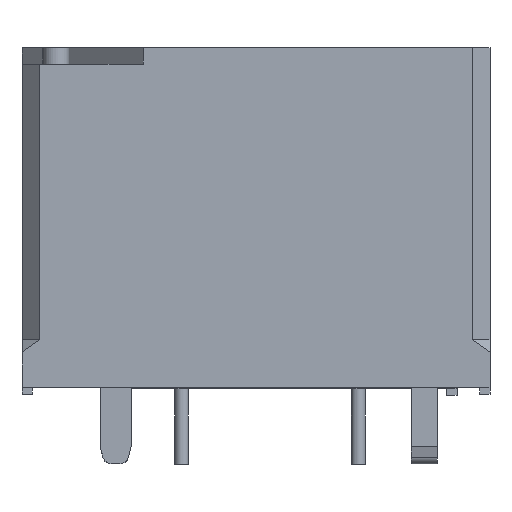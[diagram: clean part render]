
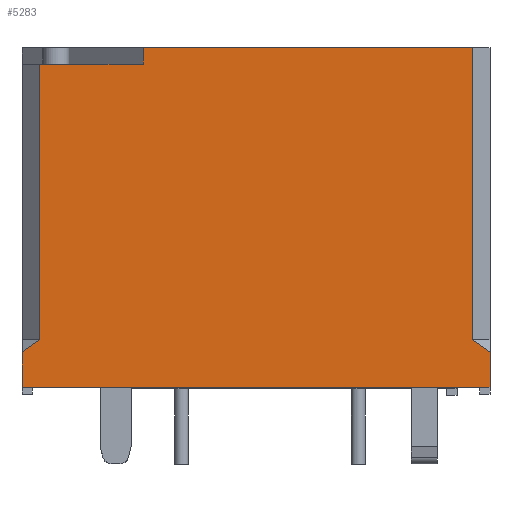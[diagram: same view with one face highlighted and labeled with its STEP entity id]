
A CAD part, top view. The second image highlights one B-rep face of the part: STEP entity #5283.
In plain terms, the highlighted face is planar.
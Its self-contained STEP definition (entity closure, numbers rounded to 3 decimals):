
#427=FACE_OUTER_BOUND('',#718,.T.);
#718=EDGE_LOOP('',(#4382,#4383,#4384,#4385,#4386,#4387,#4388,#4389,#4390,
#4391,#4392,#4393));
#850=LINE('',#7027,#1489);
#1204=LINE('',#8501,#1843);
#1279=LINE('',#8661,#1918);
#1281=LINE('',#8666,#1920);
#1283=LINE('',#8670,#1922);
#1284=LINE('',#8672,#1923);
#1285=LINE('',#8674,#1924);
#1286=LINE('',#8675,#1925);
#1287=LINE('',#8677,#1926);
#1288=LINE('',#8679,#1927);
#1289=LINE('',#8681,#1928);
#1290=LINE('',#8682,#1929);
#1489=VECTOR('',#5836,10.);
#1843=VECTOR('',#6422,10.);
#1918=VECTOR('',#6561,10.);
#1920=VECTOR('',#6565,10.);
#1922=VECTOR('',#6569,10.);
#1923=VECTOR('',#6570,10.);
#1924=VECTOR('',#6571,10.);
#1925=VECTOR('',#6572,10.);
#1926=VECTOR('',#6573,10.);
#1927=VECTOR('',#6574,10.);
#1928=VECTOR('',#6575,10.);
#1929=VECTOR('',#6576,10.);
#2117=VERTEX_POINT('',#7024);
#2118=VERTEX_POINT('',#7026);
#2406=VERTEX_POINT('',#8498);
#2407=VERTEX_POINT('',#8500);
#2460=VERTEX_POINT('',#8659);
#2461=VERTEX_POINT('',#8663);
#2463=VERTEX_POINT('',#8669);
#2464=VERTEX_POINT('',#8671);
#2465=VERTEX_POINT('',#8673);
#2466=VERTEX_POINT('',#8676);
#2467=VERTEX_POINT('',#8678);
#2468=VERTEX_POINT('',#8680);
#2618=EDGE_CURVE('',#2117,#2118,#850,.T.);
#3050=EDGE_CURVE('',#2406,#2407,#1204,.T.);
#3129=EDGE_CURVE('',#2406,#2460,#1279,.T.);
#3131=EDGE_CURVE('',#2460,#2461,#1281,.T.);
#3133=EDGE_CURVE('',#2463,#2461,#1283,.T.);
#3134=EDGE_CURVE('',#2464,#2463,#1284,.T.);
#3135=EDGE_CURVE('',#2465,#2464,#1285,.T.);
#3136=EDGE_CURVE('',#2465,#2118,#1286,.T.);
#3137=EDGE_CURVE('',#2466,#2117,#1287,.T.);
#3138=EDGE_CURVE('',#2467,#2466,#1288,.T.);
#3139=EDGE_CURVE('',#2468,#2467,#1289,.T.);
#3140=EDGE_CURVE('',#2407,#2468,#1290,.T.);
#4382=ORIENTED_EDGE('',*,*,#3129,.T.);
#4383=ORIENTED_EDGE('',*,*,#3131,.T.);
#4384=ORIENTED_EDGE('',*,*,#3133,.F.);
#4385=ORIENTED_EDGE('',*,*,#3134,.F.);
#4386=ORIENTED_EDGE('',*,*,#3135,.F.);
#4387=ORIENTED_EDGE('',*,*,#3136,.T.);
#4388=ORIENTED_EDGE('',*,*,#2618,.F.);
#4389=ORIENTED_EDGE('',*,*,#3137,.F.);
#4390=ORIENTED_EDGE('',*,*,#3138,.F.);
#4391=ORIENTED_EDGE('',*,*,#3139,.F.);
#4392=ORIENTED_EDGE('',*,*,#3140,.F.);
#4393=ORIENTED_EDGE('',*,*,#3050,.F.);
#4933=PLANE('',#5657);
#5283=ADVANCED_FACE('',(#427),#4933,.T.);
#5657=AXIS2_PLACEMENT_3D('',#8668,#6567,#6568);
#5836=DIRECTION('',(0.,0.,1.));
#6422=DIRECTION('',(0.,0.,-1.));
#6561=DIRECTION('',(0.,-1.,0.));
#6565=DIRECTION('',(0.,0.,1.));
#6567=DIRECTION('center_axis',(1.,0.,0.));
#6568=DIRECTION('ref_axis',(0.,0.,-1.));
#6569=DIRECTION('',(0.,1.,0.));
#6570=DIRECTION('',(0.,0.577,-0.816));
#6571=DIRECTION('',(0.,0.,-1.));
#6572=DIRECTION('',(0.,-1.,0.));
#6573=DIRECTION('',(0.,-1.,0.));
#6574=DIRECTION('',(0.,0.,-1.));
#6575=DIRECTION('',(0.,-0.577,-0.816));
#6576=DIRECTION('',(0.,-1.,0.));
#7024=CARTESIAN_POINT('',(0.,-2.05,0.));
#7026=CARTESIAN_POINT('',(0.,-2.05,27.));
#7027=CARTESIAN_POINT('',(0.,-2.05,27.));
#8498=CARTESIAN_POINT('',(0.,17.55,20.));
#8500=CARTESIAN_POINT('',(0.,17.55,1.));
#8501=CARTESIAN_POINT('',(0.,17.55,27.));
#8659=CARTESIAN_POINT('',(0.,16.6,20.));
#8661=CARTESIAN_POINT('',(0.,8.775,20.));
#8663=CARTESIAN_POINT('',(0.,16.6,26.));
#8666=CARTESIAN_POINT('',(0.,16.6,25.763));
#8668=CARTESIAN_POINT('Origin',(0.,0.,27.));
#8669=CARTESIAN_POINT('',(0.,0.7,26.));
#8670=CARTESIAN_POINT('',(0.,0.,26.));
#8671=CARTESIAN_POINT('',(0.,0.,26.99));
#8672=CARTESIAN_POINT('',(0.,0.071,26.889));
#8673=CARTESIAN_POINT('',(0.,0.,27.));
#8674=CARTESIAN_POINT('',(0.,0.,27.));
#8675=CARTESIAN_POINT('',(0.,0.,27.));
#8676=CARTESIAN_POINT('',(0.,0.,0.));
#8677=CARTESIAN_POINT('',(0.,0.,0.));
#8678=CARTESIAN_POINT('',(0.,0.,0.01));
#8679=CARTESIAN_POINT('',(0.,0.,27.));
#8680=CARTESIAN_POINT('',(0.,0.7,1.));
#8681=CARTESIAN_POINT('',(0.,6.356,8.998));
#8682=CARTESIAN_POINT('',(0.,0.,1.));
